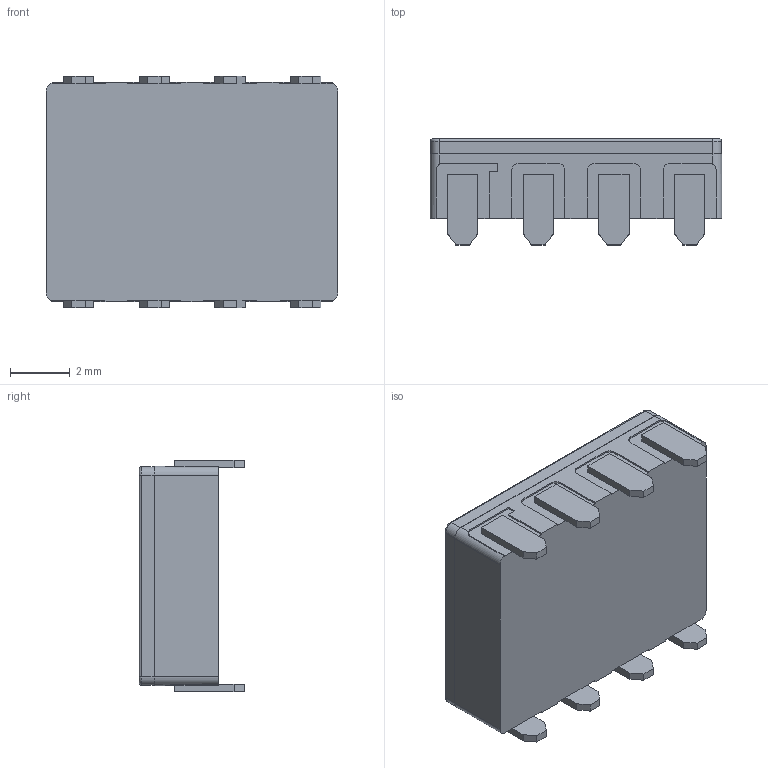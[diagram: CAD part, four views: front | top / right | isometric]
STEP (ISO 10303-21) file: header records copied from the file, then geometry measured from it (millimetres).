
FILE_DESCRIPTION (( 'STEP AP203' ), '1' );
FILE_NAME ('8Pin-DIP-BJ.STEP', '2020-07-01T18:54:54', ( '' ), ( '' ), 'SwSTEP 2.0', 'SolidWorks 2017', '' );
FILE_SCHEMA (( 'CONFIG_CONTROL_DESIGN' ));
Length unit declared in the file: inch
Products named in the file (1): 8Pin-DIP-BJ
Bounding box: 9.78 x 3.56 x 7.77 mm (x, y, z)
Volume: 195 mm3; surface area: 259.9 mm2
Topology: 1 solids, 1 shells, 140 faces, 387 edges, 250 vertices
Faces by surface type: plane 109, cylinder 27, torus 4
Entity records: 4480 total; most frequent: CARTESIAN_POINT 790, ORIENTED_EDGE 774, DIRECTION 723, EDGE_CURVE 387, VECTOR 325, LINE 325, VERTEX_POINT 250, AXIS2_PLACEMENT_3D 199
